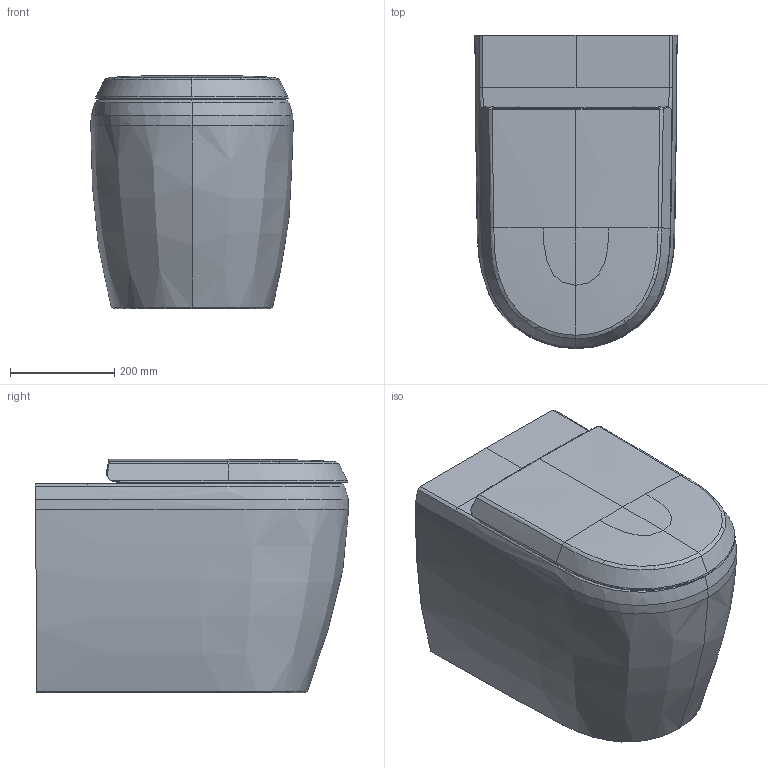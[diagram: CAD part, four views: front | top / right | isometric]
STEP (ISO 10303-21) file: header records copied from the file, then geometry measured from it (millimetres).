
FILE_DESCRIPTION(/* description */ (''),/* implementation_level */ '2;1');
FILE_NAME(/* name */ '202009',/* time_stamp */ '2022-11-09T12:06:59+01:00',/* author */ (''),/* organization */ (''),/* preprocessor_version */ 'ST-DEVELOPER v15',/* originating_system */ '',/* authorisation */ '');
FILE_SCHEMA (('AUTOMOTIVE_DESIGN'));
Products named in the file (1): Document
Bounding box: 387.56 x 599.94 x 446.91 mm (x, y, z)
Volume: 39312116.8 mm3; surface area: 2153269.7 mm2
Topology: 3 solids, 3 shells, 1412 faces, 3432 edges, 2008 vertices
Faces by surface type: bspline 1327, plane 85
Entity records: 223052 total; most frequent: CARTESIAN_POINT 201905, ORIENTED_EDGE 6812, EDGE_CURVE 3406, B_SPLINE_CURVE_WITH_KNOTS 3194, VERTEX_POINT 2008, EDGE_LOOP 1422, ADVANCED_FACE 1412, FACE_OUTER_BOUND 1412
